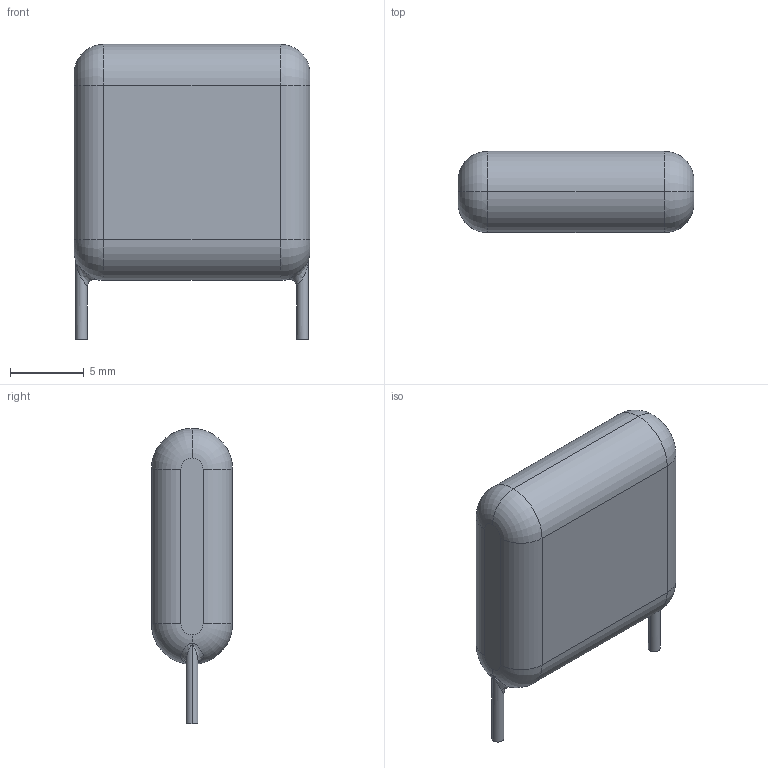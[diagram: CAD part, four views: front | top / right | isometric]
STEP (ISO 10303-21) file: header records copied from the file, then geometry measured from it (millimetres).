
FILE_DESCRIPTION (( 'STEP AP214' ), '1' );
FILE_NAME ('CAP-TH_L16.0-W5.5-H16.0-P15.0.step', '2022-07-01T08:05:24', ( '' ), ( '' ), 'SwSTEP 2.0', 'SolidWorks 2020', '' );
FILE_SCHEMA (( 'AUTOMOTIVE_DESIGN' ));
Length unit declared in the file: millimetre
Products named in the file (1): CAP-TH_L16.0-W5.5-H16.0-P15.0
Bounding box: 16 x 5.5 x 20.01 mm (x, y, z)
Volume: 1248.3 mm3; surface area: 728.9 mm2
Topology: 1 solids, 1 shells, 254 faces, 679 edges, 446 vertices
Faces by surface type: plane 132, bspline 102, cylinder 12, torus 8
Entity records: 11513 total; most frequent: CARTESIAN_POINT 3030, ORIENTED_EDGE 1358, DIRECTION 815, EDGE_CURVE 679, VERTEX_POINT 446, VECTOR 433, LINE 433, EDGE_LOOP 273
